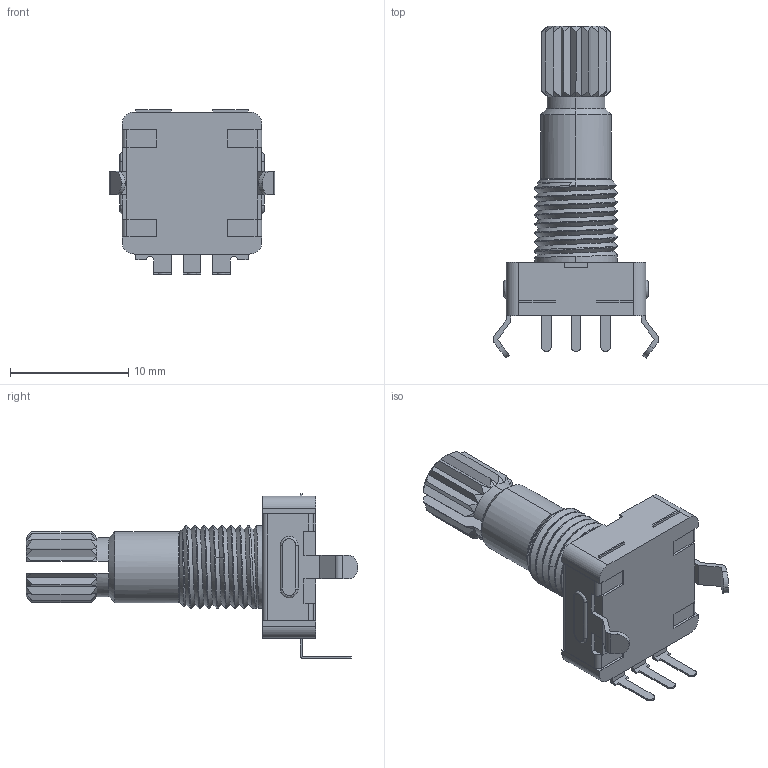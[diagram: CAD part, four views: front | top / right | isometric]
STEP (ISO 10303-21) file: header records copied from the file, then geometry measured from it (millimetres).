
FILE_DESCRIPTION (( 'STEP AP214' ), '1' );
FILE_NAME ('pec11l-4x20k-nxxxx.stp', '2024-09-25T14:19:08', ( '' ), ( '' ), 'SwSTEP 2.0', 'SolidWorks 2020', '' );
FILE_SCHEMA (( 'AUTOMOTIVE_DESIGN' ));
Length unit declared in the file: centimetre
Products named in the file (1): pec11l-4x20k-nxxxx
Bounding box: 14 x 28.07 x 13.9 mm (x, y, z)
Volume: 1170.5 mm3; surface area: 1150.4 mm2
Topology: 1 solids, 1 shells, 271 faces, 692 edges, 433 vertices
Faces by surface type: plane 161, cylinder 56, cone 42, bspline 12
Entity records: 11435 total; most frequent: CARTESIAN_POINT 4952, ORIENTED_EDGE 1384, DIRECTION 1088, EDGE_CURVE 692, VERTEX_POINT 433, VECTOR 394, LINE 394, AXIS2_PLACEMENT_3D 347
